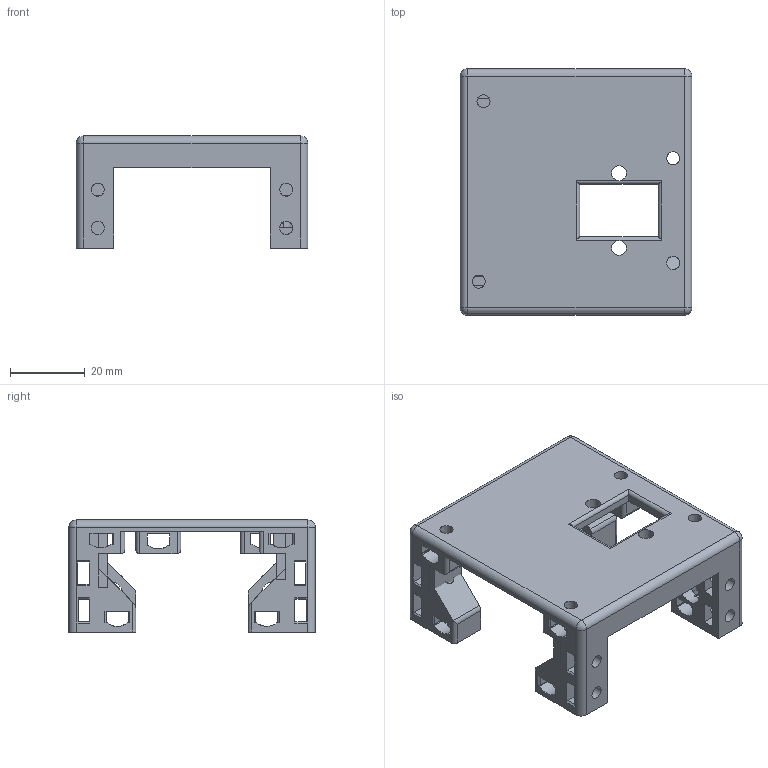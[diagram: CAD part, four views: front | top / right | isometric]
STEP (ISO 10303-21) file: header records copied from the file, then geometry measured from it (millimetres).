
FILE_DESCRIPTION(('FreeCAD Model'),'2;1');
FILE_NAME('Evolution_cuerpo_V2.step','2015-07-01T09:59:53',( 'Author'),(''),'Open CASCADE STEP processor 6.7','FreeCAD','Unknown' );
FILE_SCHEMA(('AUTOMOTIVE_DESIGN_CC2 { 1 2 10303 214 -1 1 5 4 }'));
Length unit declared in the file: millimetre
Products named in the file (1): CUERPO_FINAL_V2
Bounding box: 62 x 66 x 30 mm (x, y, z)
Volume: 26818.2 mm3; surface area: 19227.9 mm2
Topology: 5 solids, 5 shells, 309 faces, 965 edges, 657 vertices
Faces by surface type: plane 223, cylinder 80, sphere 6
Full cylindrical faces by diameter (mm): 3.5 x31, 4 x2, 7 x2
Entity records: 26356 total; most frequent: CARTESIAN_POINT 7442, DIRECTION 3381, LINE 2326, VECTOR 2326, ORIENTED_EDGE 1910, PCURVE 1910, DEFINITIONAL_REPRESENTATION 1910, EDGE_CURVE 955
